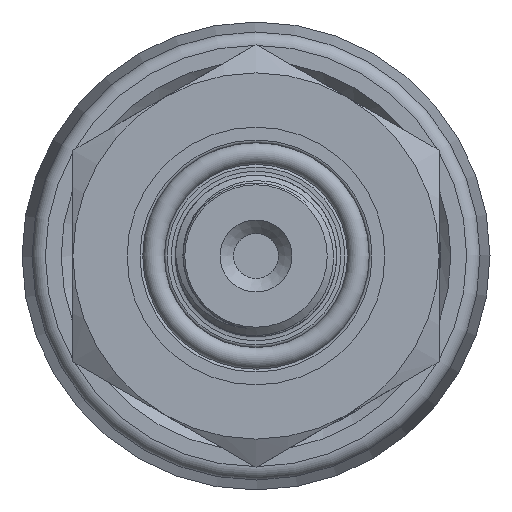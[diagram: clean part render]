
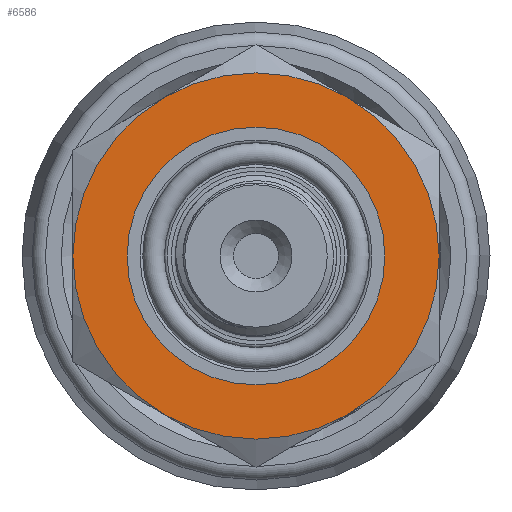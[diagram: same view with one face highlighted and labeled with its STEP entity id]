
A CAD part, left-side view. The second image highlights one B-rep face of the part: STEP entity #6586.
In plain terms, the highlighted face is planar.
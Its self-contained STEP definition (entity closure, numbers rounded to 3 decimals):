
#841=FACE_BOUND('',#2419,.T.);
#1633=PLANE('',#6911);
#2008=FACE_OUTER_BOUND('',#2418,.T.);
#2418=EDGE_LOOP('',(#6195));
#2419=EDGE_LOOP('',(#6196));
#2539=CIRCLE('',#6874,13.5);
#2562=CIRCLE('',#6912,9.5);
#3202=VERTEX_POINT('',#20739);
#3220=VERTEX_POINT('',#20802);
#4183=EDGE_CURVE('',#3202,#3202,#2539,.T.);
#4213=EDGE_CURVE('',#3220,#3220,#2562,.T.);
#6195=ORIENTED_EDGE('',*,*,#4183,.T.);
#6196=ORIENTED_EDGE('',*,*,#4213,.F.);
#6586=ADVANCED_FACE('',(#2008,#841),#1633,.T.);
#6874=AXIS2_PLACEMENT_3D('',#20740,#7699,#7700);
#6911=AXIS2_PLACEMENT_3D('',#20801,#7780,#7781);
#6912=AXIS2_PLACEMENT_3D('',#20803,#7782,#7783);
#7699=DIRECTION('center_axis',(1.,0.,0.));
#7700=DIRECTION('ref_axis',(0.,0.,-1.));
#7780=DIRECTION('center_axis',(1.,0.,0.));
#7781=DIRECTION('ref_axis',(0.,0.,-1.));
#7782=DIRECTION('center_axis',(1.,0.,0.));
#7783=DIRECTION('ref_axis',(0.,0.,-1.));
#20739=CARTESIAN_POINT('',(-14.,-13.5,0.));
#20740=CARTESIAN_POINT('Origin',(-14.,0.,0.));
#20801=CARTESIAN_POINT('Origin',(-14.,9.5,0.));
#20802=CARTESIAN_POINT('',(-14.,-9.5,0.));
#20803=CARTESIAN_POINT('Origin',(-14.,0.,0.));
